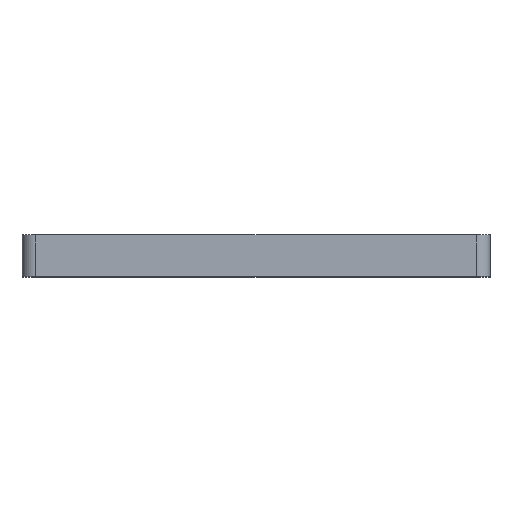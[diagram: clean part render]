
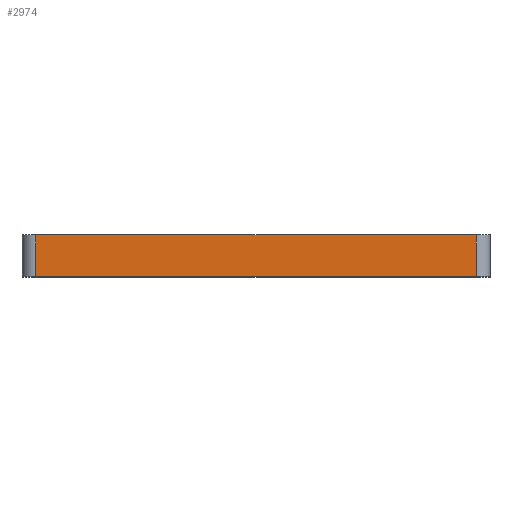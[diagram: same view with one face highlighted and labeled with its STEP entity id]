
A CAD part, top view. The second image highlights one B-rep face of the part: STEP entity #2974.
In plain terms, the highlighted planar face has unit normal (0, 0, 1).
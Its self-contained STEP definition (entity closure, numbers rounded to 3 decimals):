
#102 = EDGE_LOOP ( 'NONE', ( #4650, #727, #10436, #11857 ) ) ;
#236 = CARTESIAN_POINT ( 'NONE',  ( 32., 6., 34. ) ) ;
#514 = CARTESIAN_POINT ( 'NONE',  ( -34., 6., 34. ) ) ;
#727 = ORIENTED_EDGE ( 'NONE', *, *, #3903, .T. ) ;
#768 = CARTESIAN_POINT ( 'NONE',  ( 32., 6., 34. ) ) ;
#794 = EDGE_CURVE ( 'NONE', #5758, #5309, #11316, .T. ) ;
#1395 = PLANE ( 'NONE',  #8602 ) ;
#1640 = LINE ( 'NONE', #6760, #6936 ) ;
#2215 = CARTESIAN_POINT ( 'NONE',  ( -32., 6., 34. ) ) ;
#2587 = CARTESIAN_POINT ( 'NONE',  ( -34., 0., 34. ) ) ;
#2879 = VECTOR ( 'NONE', #11375, 1000. ) ;
#2974 = ADVANCED_FACE ( 'NONE', ( #9955 ), #1395, .F. ) ;
#3041 = LINE ( 'NONE', #236, #9179 ) ;
#3903 = EDGE_CURVE ( 'NONE', #5758, #6467, #1640, .T. ) ;
#4301 = CARTESIAN_POINT ( 'NONE',  ( 32., 0., 34. ) ) ;
#4325 = CARTESIAN_POINT ( 'NONE',  ( -32., 0., 34. ) ) ;
#4650 = ORIENTED_EDGE ( 'NONE', *, *, #794, .F. ) ;
#4710 = DIRECTION ( 'NONE',  ( 1., 0., 0. ) ) ;
#5182 = CARTESIAN_POINT ( 'NONE',  ( -34., 6., 34. ) ) ;
#5309 = VERTEX_POINT ( 'NONE', #768 ) ;
#5758 = VERTEX_POINT ( 'NONE', #2215 ) ;
#6467 = VERTEX_POINT ( 'NONE', #4325 ) ;
#6760 = CARTESIAN_POINT ( 'NONE',  ( -32., 6., 34. ) ) ;
#6803 = DIRECTION ( 'NONE',  ( 0., -1., 0. ) ) ;
#6936 = VECTOR ( 'NONE', #6803, 1000. ) ;
#7180 = EDGE_CURVE ( 'NONE', #6467, #8240, #10721, .T. ) ;
#7924 = DIRECTION ( 'NONE',  ( 0., 0., -1. ) ) ;
#8240 = VERTEX_POINT ( 'NONE', #4301 ) ;
#8602 = AXIS2_PLACEMENT_3D ( 'NONE', #514, #7924, #10923 ) ;
#9179 = VECTOR ( 'NONE', #9994, 1000. ) ;
#9955 = FACE_OUTER_BOUND ( 'NONE', #102, .T. ) ;
#9994 = DIRECTION ( 'NONE',  ( 0., 1., 0. ) ) ;
#10058 = VECTOR ( 'NONE', #4710, 1000. ) ;
#10436 = ORIENTED_EDGE ( 'NONE', *, *, #7180, .T. ) ;
#10449 = EDGE_CURVE ( 'NONE', #8240, #5309, #3041, .T. ) ;
#10721 = LINE ( 'NONE', #2587, #10058 ) ;
#10923 = DIRECTION ( 'NONE',  ( -1., 0., 0. ) ) ;
#11316 = LINE ( 'NONE', #5182, #2879 ) ;
#11375 = DIRECTION ( 'NONE',  ( 1., 0., 0. ) ) ;
#11857 = ORIENTED_EDGE ( 'NONE', *, *, #10449, .T. ) ;
